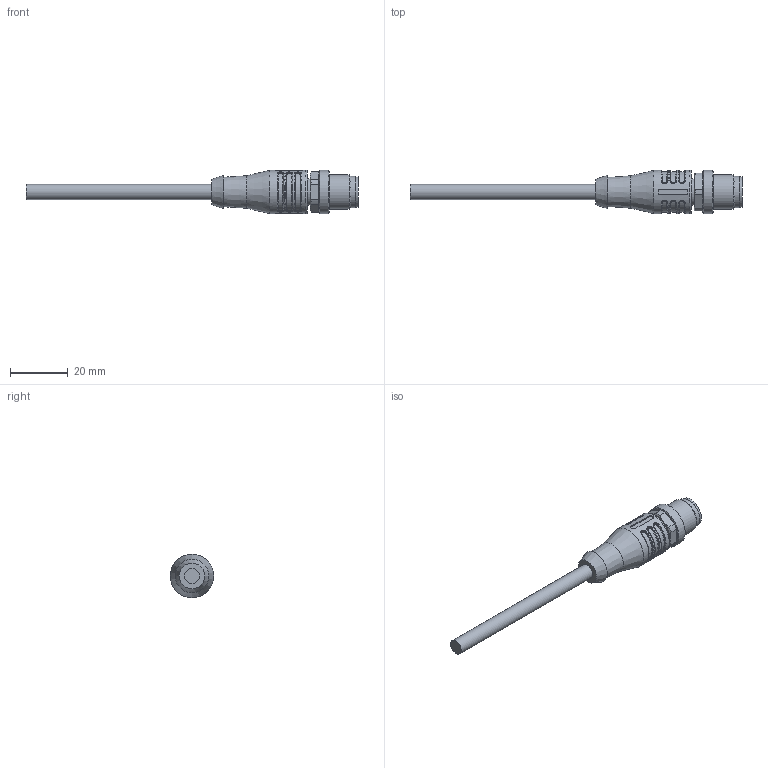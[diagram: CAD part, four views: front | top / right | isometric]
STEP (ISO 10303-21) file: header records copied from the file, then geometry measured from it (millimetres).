
FILE_DESCRIPTION(/* description */ (''),/* implementation_level */ '2;1');
FILE_NAME(/* name */ 'AL-WASS12.stp',/* time_stamp */ '2015-07-01T09:46:29+02:00',/* author */ ('ESCHA Bauelemente GmbH'),/* organization */ ('ESCHA Bauelemente GmbH'),/* preprocessor_version */ 'ST-DEVELOPER v14',/* originating_system */ 'SIEMENS PLM Software NX 8.0',/* authorisation */ '');
FILE_SCHEMA (('AP203_CONFIGURATION_CONTROLLED_3D_DESIGN_OF_MECHANICAL_PARTS_AND_ASSEMBLIES_MIM_LF { 1 0 10303 403 2 1 2}'));
Length unit declared in the file: millimetre
Products named in the file (1): AL-WAKS5-AL-WASS5
Bounding box: 114.7 x 15 x 15 mm (x, y, z)
Volume: 7414.8 mm3; surface area: 4009.6 mm2
Topology: 1 solids, 1 shells, 375 faces, 974 edges, 635 vertices
Faces by surface type: plane 126, extrusion 116, bspline 54, cylinder 53, cone 12, sphere 12, torus 2
Full cylindrical faces by diameter (mm): 0.6 x12, 5.2 x1, 8.3 x1, 9.3 x1, 10.5 x1, 10.8 x1, 12 x1, 15 x2
Entity records: 13059 total; most frequent: CARTESIAN_POINT 5491, ORIENTED_EDGE 1766, DIRECTION 1036, EDGE_CURVE 883, VERTEX_POINT 586, VECTOR 458, EDGE_LOOP 451, B_SPLINE_CURVE_WITH_KNOTS 429
